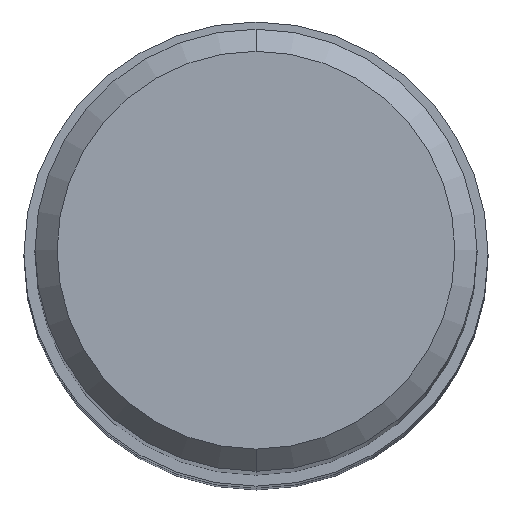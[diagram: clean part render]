
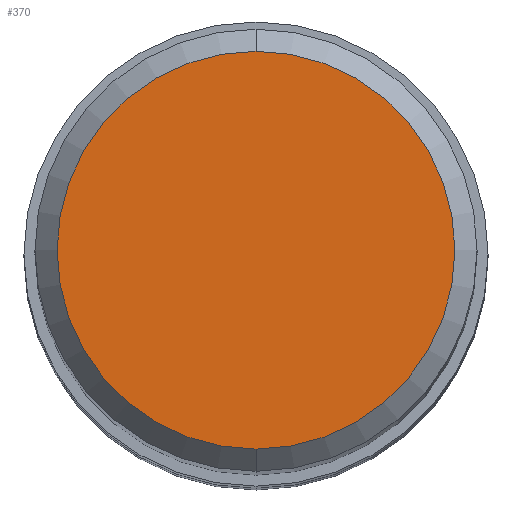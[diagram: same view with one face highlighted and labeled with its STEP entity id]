
A CAD part, top view. The second image highlights one B-rep face of the part: STEP entity #370.
In plain terms, the highlighted planar face has unit normal (0, 0, 1).
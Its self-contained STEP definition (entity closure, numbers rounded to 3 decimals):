
#180=VERTEX_POINT('',#473);
#288=EDGE_CURVE('',#346,#180,#594,.T.);
#346=VERTEX_POINT('',#661);
#354=EDGE_CURVE('',#180,#346,#669,.T.);
#370=ADVANCED_FACE('',(#688),#689,.T.);
#473=CARTESIAN_POINT('',(0.,-3.6,0.0));
#594=CIRCLE('',#1006,3.6);
#661=CARTESIAN_POINT('',(0.0,3.6,0.0));
#669=CIRCLE('',#1242,3.6);
#688=FACE_OUTER_BOUND('',#1266,.T.);
#689=PLANE('',#1267);
#1006=AXIS2_PLACEMENT_3D('',#1567,#1568,#1569);
#1242=AXIS2_PLACEMENT_3D('',#1654,#1655,#1656);
#1266=EDGE_LOOP('',(#1679,#1680));
#1267=AXIS2_PLACEMENT_3D('',#1681,#1682,#1683);
#1567=CARTESIAN_POINT('',(0.0,0.0,0.0));
#1568=DIRECTION('',(0.0,0.0,-1.0));
#1569=DIRECTION('',(0.0,1.0,0.0));
#1654=CARTESIAN_POINT('',(0.0,0.0,0.0));
#1655=DIRECTION('',(0.0,0.0,-1.0));
#1656=DIRECTION('',(0.0,1.0,0.0));
#1679=ORIENTED_EDGE('',*,*,#288,.F.);
#1680=ORIENTED_EDGE('',*,*,#354,.F.);
#1681=CARTESIAN_POINT('',(0.0,1.8,0.0));
#1682=DIRECTION('',(-0.0,0.0,1.0));
#1683=DIRECTION('',(0.0,-1.0,0.0));
